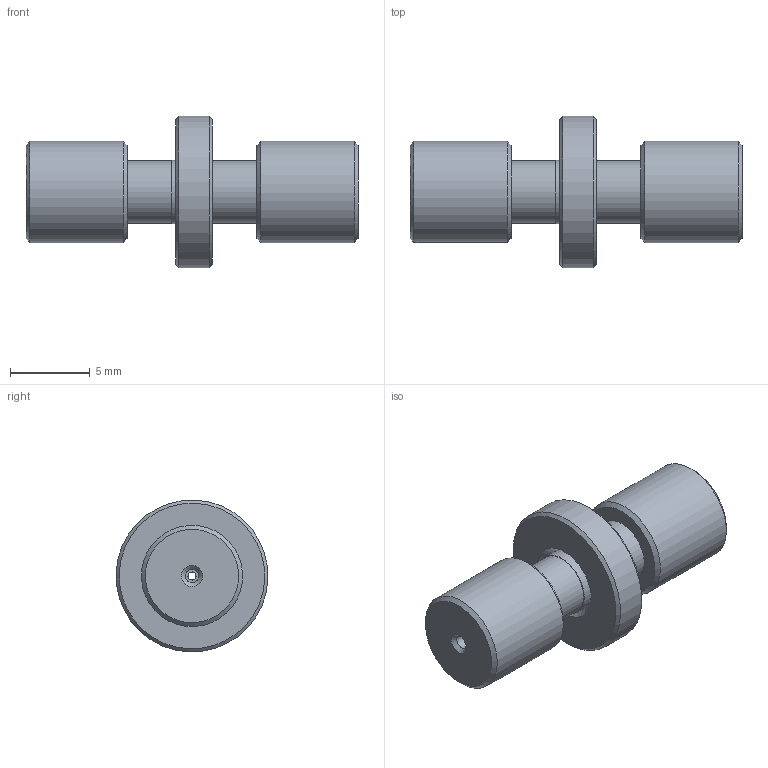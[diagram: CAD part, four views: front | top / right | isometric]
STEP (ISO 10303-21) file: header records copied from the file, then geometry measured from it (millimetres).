
FILE_DESCRIPTION((''),'2;1');
FILE_NAME('305161-EU.5L External union.stp','2013-08-23T15:51:55',('Franzp'),(''),'Autodesk Inventor 2013','Autodesk Inventor 2013','');
FILE_SCHEMA(('AUTOMOTIVE_DESIGN { 1 0 10303 214 1 1 1 1 }'));
Length unit declared in the file: millimetre
Products named in the file (1): 305161_Shrinkwrap_1
Bounding box: 20.81 x 9.51 x 9.51 mm (x, y, z)
Surface area: 709.5 mm2 (no closed solid volume)
Topology: 0 solids, 6 shells, 30 faces, 56 edges, 36 vertices
Faces by surface type: cone 12, plane 10, cylinder 8
Full cylindrical faces by diameter (mm): 0.84 x2, 3.9 x2, 4 x1, 6.35 x2, 9.525 x1
Entity records: 762 total; most frequent: DIRECTION 134, CARTESIAN_POINT 103, AXIS2_PLACEMENT_3D 67, ORIENTED_EDGE 60, EDGE_LOOP 60, VERTEX_POINT 36, CIRCLE 36, EDGE_CURVE 36
